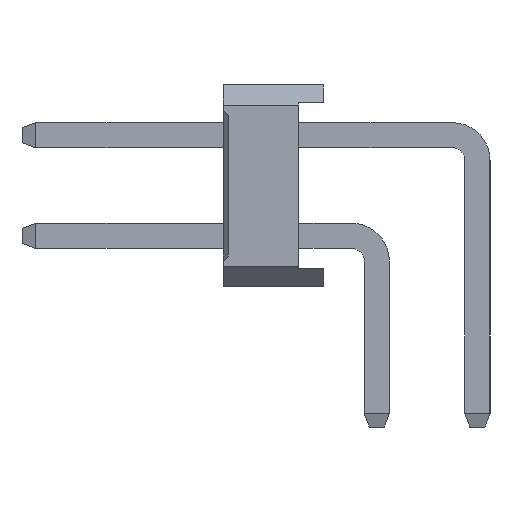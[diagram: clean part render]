
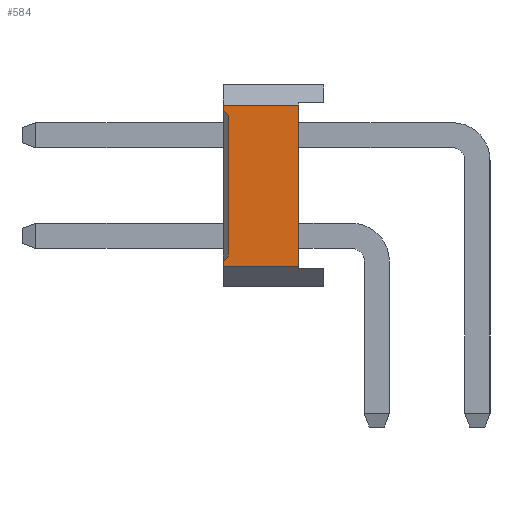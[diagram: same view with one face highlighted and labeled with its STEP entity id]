
A CAD part, left-side view. The second image highlights one B-rep face of the part: STEP entity #584.
In plain terms, the highlighted planar face has unit normal (-1, 0, 0).
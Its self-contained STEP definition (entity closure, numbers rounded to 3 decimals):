
#584=ADVANCED_FACE('',(#10550),#10552,.T.);
#10550=FACE_BOUND('',#10551,.T.);
#10551=EDGE_LOOP('',(#18629,#18630,#18631,#18632,#18633,#18634,#18635,#18636));
#10552=PLANE('',#10553);
#10553=AXIS2_PLACEMENT_3D('',#10554,#10555,#10556);
#10554=CARTESIAN_POINT('',(-1.,1.05,0.4));
#10555=DIRECTION('',(-1.,0.,0.));
#10556=DIRECTION('',(0.,0.,1.));
#18629=ORIENTED_EDGE('',*,*,#23977,.F.);
#18630=ORIENTED_EDGE('',*,*,#23978,.T.);
#18631=ORIENTED_EDGE('',*,*,#23979,.F.);
#18632=ORIENTED_EDGE('',*,*,#23493,.F.);
#18633=ORIENTED_EDGE('',*,*,#23975,.F.);
#18634=ORIENTED_EDGE('',*,*,#23980,.T.);
#18635=ORIENTED_EDGE('',*,*,#23981,.T.);
#18636=ORIENTED_EDGE('',*,*,#23497,.F.);
#23493=EDGE_CURVE('',#26284,#26286,#26287,.T.);
#23497=EDGE_CURVE('',#26292,#26294,#26295,.T.);
#23975=EDGE_CURVE('',#27190,#26284,#27192,.T.);
#23977=EDGE_CURVE('',#27194,#26292,#27195,.F.);
#23978=EDGE_CURVE('',#27194,#27196,#27197,.T.);
#23979=EDGE_CURVE('',#26286,#27196,#27198,.F.);
#23980=EDGE_CURVE('',#27190,#27199,#27200,.T.);
#23981=EDGE_CURVE('',#27199,#26294,#27201,.T.);
#26284=VERTEX_POINT('',#30854);
#26286=VERTEX_POINT('',#30858);
#26287=LINE('',#30859,#30860);
#26292=VERTEX_POINT('',#30870);
#26294=VERTEX_POINT('',#30874);
#26295=LINE('',#30875,#30876);
#27190=VERTEX_POINT('',#32724);
#27192=LINE('',#32728,#32729);
#27194=VERTEX_POINT('',#32734);
#27195=LINE('',#32735,#32736);
#27196=VERTEX_POINT('',#32738);
#27197=LINE('',#32739,#32740);
#27198=LINE('',#32742,#32743);
#27199=VERTEX_POINT('',#32745);
#27200=LINE('',#32746,#32747);
#27201=LINE('',#32749,#32750);
#30854=CARTESIAN_POINT('',(-1.,3.05,0.4));
#30858=CARTESIAN_POINT('',(-1.,3.05,0.5));
#30859=CARTESIAN_POINT('',(-1.,3.05,0.4));
#30860=VECTOR('',#30861,1.);
#30861=DIRECTION('',(0.,0.,1.));
#30870=CARTESIAN_POINT('',(-1.,3.05,3.5));
#30874=CARTESIAN_POINT('',(-1.,3.05,3.6));
#30875=CARTESIAN_POINT('',(-1.,3.05,3.5));
#30876=VECTOR('',#30877,1.);
#30877=DIRECTION('',(0.,0.,1.));
#32724=CARTESIAN_POINT('',(-1.,1.55,0.4));
#32728=CARTESIAN_POINT('',(-1.,1.55,0.4));
#32729=VECTOR('',#32730,1.);
#32730=DIRECTION('',(0.,1.,0.));
#32734=CARTESIAN_POINT('',(-1.,2.95,3.4));
#32735=CARTESIAN_POINT('',(-1.,3.05,3.5));
#32736=VECTOR('',#32737,1.);
#32737=DIRECTION('',(0.,-0.707,-0.707));
#32738=CARTESIAN_POINT('',(-1.,2.95,0.6));
#32739=CARTESIAN_POINT('',(-1.,2.95,3.4));
#32740=VECTOR('',#32741,1.);
#32741=DIRECTION('',(0.,0.,-1.));
#32742=CARTESIAN_POINT('',(-1.,2.95,0.6));
#32743=VECTOR('',#32744,1.);
#32744=DIRECTION('',(0.,0.707,-0.707));
#32745=CARTESIAN_POINT('',(-1.,1.55,3.6));
#32746=CARTESIAN_POINT('',(-1.,1.55,0.4));
#32747=VECTOR('',#32748,1.);
#32748=DIRECTION('',(0.,0.,1.));
#32749=CARTESIAN_POINT('',(-1.,1.55,3.6));
#32750=VECTOR('',#32751,1.);
#32751=DIRECTION('',(0.,1.,0.));
